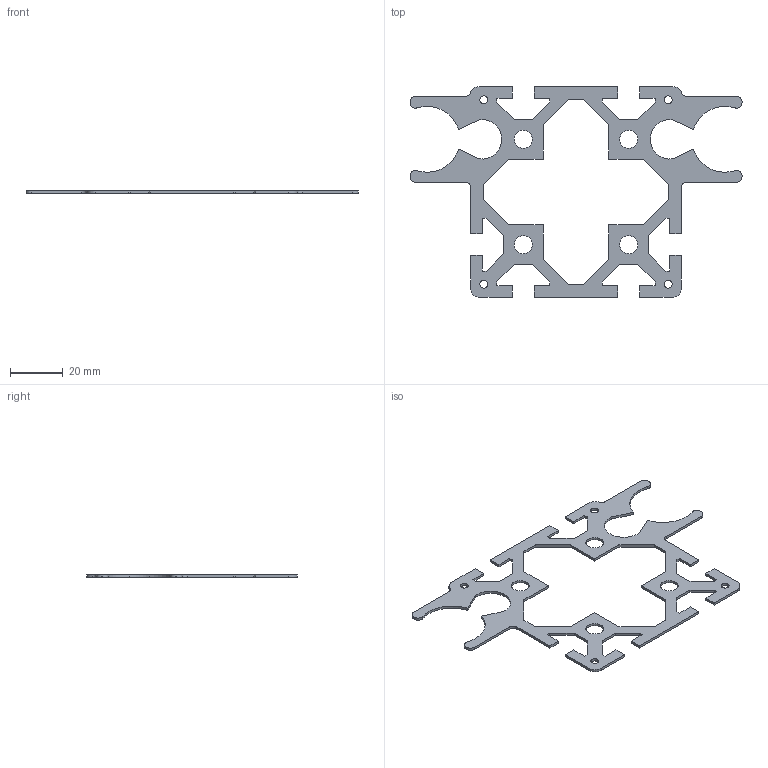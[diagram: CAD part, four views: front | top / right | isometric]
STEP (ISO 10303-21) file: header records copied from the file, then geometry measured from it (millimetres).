
FILE_DESCRIPTION((''),'2;1');
FILE_NAME('SP091_extern.ipt.step','2007-09-10T15:08:32',(''),(''),'Autodesk Inventor 11','Autodesk Inventor 11','');
FILE_SCHEMA(('AUTOMOTIVE_DESIGN { 1 0 10303 214 1 1 1 1 }'));
Length unit declared in the file: millimetre
Products named in the file (1): SP091_extern
Bounding box: 126 x 80 x 1 mm (x, y, z)
Volume: 3097.6 mm3; surface area: 7323.4 mm2
Topology: 1 solids, 1 shells, 128 faces, 386 edges, 260 vertices
Faces by surface type: plane 96, bspline 17, cylinder 15
Entity records: 4432 total; most frequent: CARTESIAN_POINT 988, ORIENTED_EDGE 740, DIRECTION 654, EDGE_CURVE 370, VECTOR 310, LINE 310, VERTEX_POINT 252, AXIS2_PLACEMENT_3D 172
